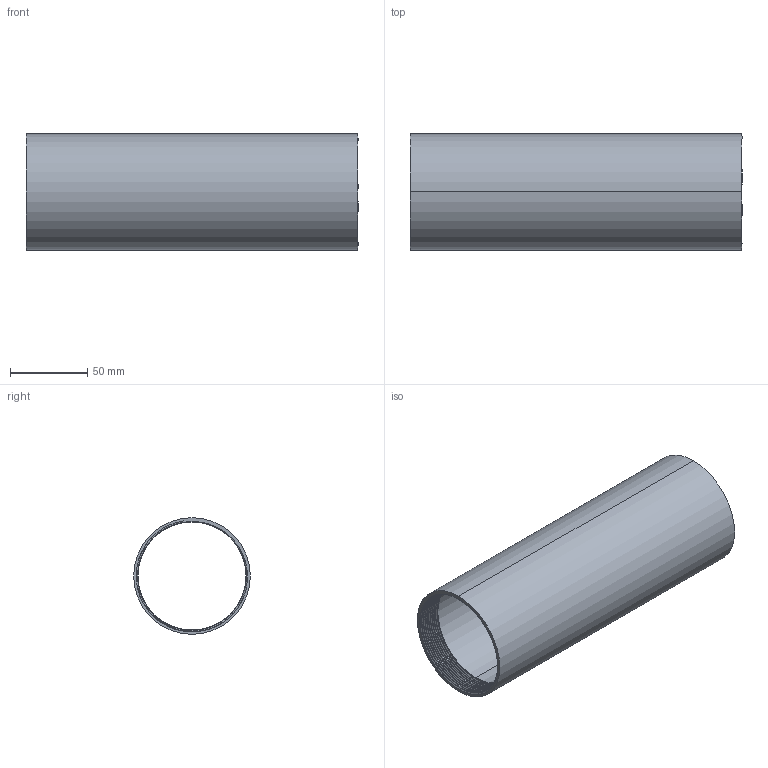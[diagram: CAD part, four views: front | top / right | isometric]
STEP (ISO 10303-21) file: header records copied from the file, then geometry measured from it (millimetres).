
FILE_DESCRIPTION (( 'STEP AP214' ), '1' );
FILE_NAME ('one-grain-case.STEP', '2021-04-17T21:02:01', ( '' ), ( '' ), 'SwSTEP 2.0', 'SolidWorks 2020', '' );
FILE_SCHEMA (( 'AUTOMOTIVE_DESIGN' ));
Length unit declared in the file: inch
Products named in the file (1): one-grain-case
Bounding box: 214.86 x 75.44 x 75.44 mm (x, y, z)
Volume: 132666.4 mm3; surface area: 103962.7 mm2
Topology: 1 solids, 1 shells, 56 faces, 154 edges, 102 vertices
Faces by surface type: cylinder 46, bspline 6, plane 4
Entity records: 5282 total; most frequent: CARTESIAN_POINT 4103, ORIENTED_EDGE 308, DIRECTION 170, EDGE_CURVE 154, VERTEX_POINT 102, AXIS2_PLACEMENT_3D 63, EDGE_LOOP 60, FACE_OUTER_BOUND 56
